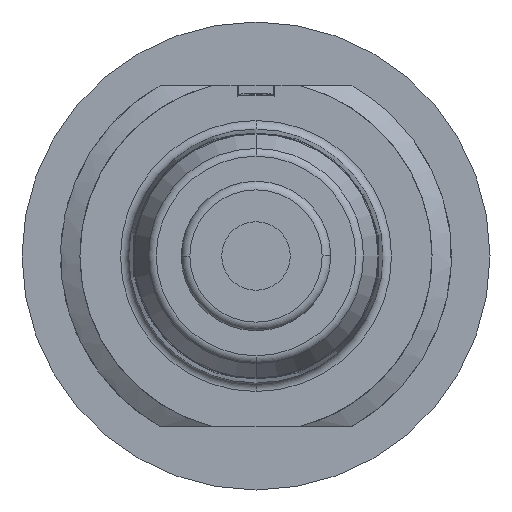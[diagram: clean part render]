
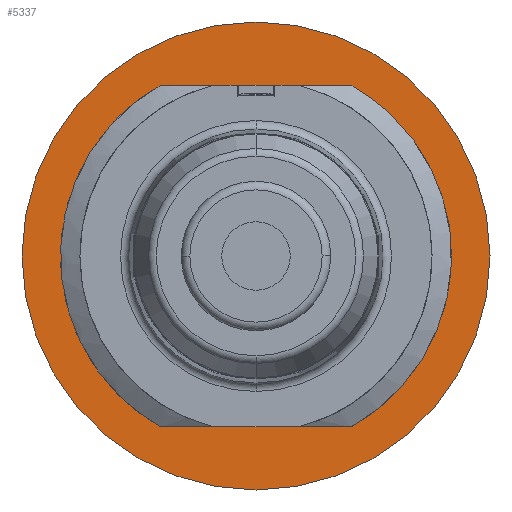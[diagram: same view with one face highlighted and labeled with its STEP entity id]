
A CAD part, front view. The second image highlights one B-rep face of the part: STEP entity #5337.
In plain terms, the highlighted face is planar.
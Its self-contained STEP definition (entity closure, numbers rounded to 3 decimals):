
#738=CARTESIAN_POINT('',(0.,0.,0.));
#739=DIRECTION('',(0.,0.,1.));
#740=DIRECTION('',(0.,1.,0.));
#741=AXIS2_PLACEMENT_3D('',#738,#739,#740);
#743=CARTESIAN_POINT('',(0.,0.,0.));
#744=DIRECTION('',(0.,0.,-1.));
#745=DIRECTION('',(0.,1.,0.));
#746=AXIS2_PLACEMENT_3D('',#743,#744,#745);
#748=DIRECTION('',(-1.,0.,0.));
#749=VECTOR('',#748,4.923);
#750=CARTESIAN_POINT('',(2.462,-9.95,0.));
#751=LINE('',#750,#749);
#752=DIRECTION('',(1.,0.,0.));
#753=VECTOR('',#752,4.923);
#754=CARTESIAN_POINT('',(-2.462,9.95,0.));
#755=LINE('',#754,#753);
#782=CARTESIAN_POINT('',(0.,0.,0.));
#783=DIRECTION('',(0.,0.,-1.));
#784=DIRECTION('',(-0.24,-0.971,0.));
#785=AXIS2_PLACEMENT_3D('',#782,#783,#784);
#791=CARTESIAN_POINT('',(0.,0.,0.));
#792=DIRECTION('',(0.,0.,-1.));
#793=DIRECTION('',(0.24,0.971,0.));
#794=AXIS2_PLACEMENT_3D('',#791,#792,#793);
#4577=CARTESIAN_POINT('',(0.,13.625,0.));
#4578=VERTEX_POINT('',#4577);
#4579=CARTESIAN_POINT('',(0.,-13.625,0.));
#4580=VERTEX_POINT('',#4579);
#4582=CARTESIAN_POINT('',(-2.462,-9.95,0.));
#4583=CARTESIAN_POINT('',(-2.462,9.95,0.));
#4584=VERTEX_POINT('',#4582);
#4585=VERTEX_POINT('',#4583);
#4586=CARTESIAN_POINT('',(2.462,9.95,0.));
#4587=CARTESIAN_POINT('',(2.462,-9.95,0.));
#4588=VERTEX_POINT('',#4586);
#4589=VERTEX_POINT('',#4587);
#5319=CARTESIAN_POINT('',(0.,0.,0.));
#5320=DIRECTION('',(0.,0.,1.));
#5321=DIRECTION('',(0.,1.,0.));
#5322=AXIS2_PLACEMENT_3D('',#5319,#5320,#5321);
#5323=PLANE('',#5322);
#5324=ORIENTED_EDGE('',*,*,#5298,.F.);
#5325=ORIENTED_EDGE('',*,*,#5314,.T.);
#5326=EDGE_LOOP('',(#5324,#5325));
#5327=FACE_OUTER_BOUND('',#5326,.F.);
#5329=ORIENTED_EDGE('',*,*,#5328,.F.);
#5331=ORIENTED_EDGE('',*,*,#5330,.F.);
#5333=ORIENTED_EDGE('',*,*,#5332,.F.);
#5334=ORIENTED_EDGE('',*,*,#4894,.F.);
#5335=EDGE_LOOP('',(#5329,#5331,#5333,#5334));
#5336=FACE_BOUND('',#5335,.F.);
#5337=ADVANCED_FACE('',(#5327,#5336),#5323,.T.);
#742=CIRCLE('',#741,13.625);
#747=CIRCLE('',#746,13.625);
#786=CIRCLE('',#785,10.25);
#795=CIRCLE('',#794,10.25);
#4894=EDGE_CURVE('',#4585,#4588,#755,.T.);
#5298=EDGE_CURVE('',#4578,#4580,#742,.T.);
#5314=EDGE_CURVE('',#4578,#4580,#747,.T.);
#5328=EDGE_CURVE('',#4584,#4585,#786,.T.);
#5330=EDGE_CURVE('',#4589,#4584,#751,.T.);
#5332=EDGE_CURVE('',#4588,#4589,#795,.T.);
